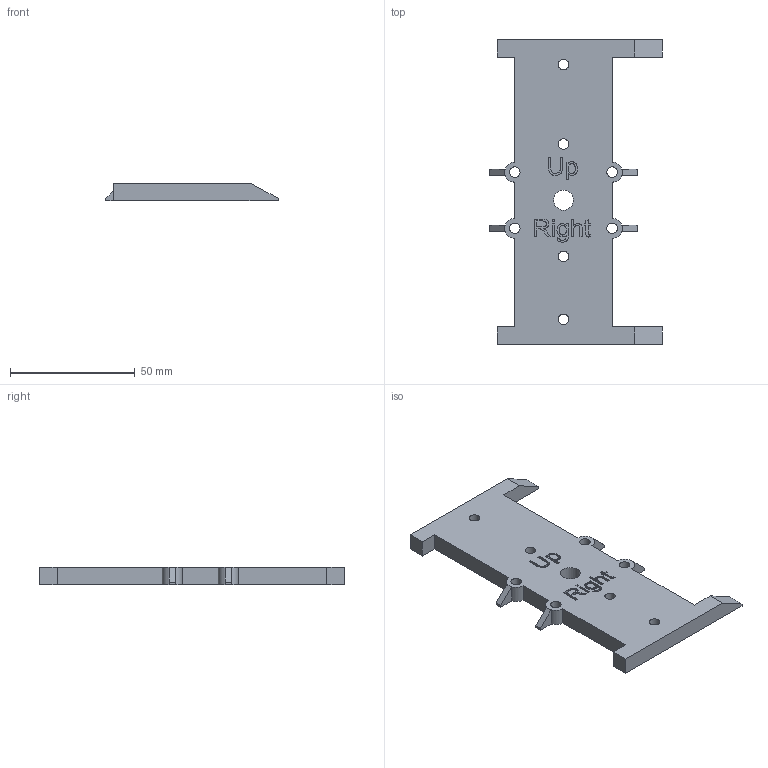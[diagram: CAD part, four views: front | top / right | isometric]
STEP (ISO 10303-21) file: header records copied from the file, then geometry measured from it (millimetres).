
FILE_DESCRIPTION(/* description */ (''),/* implementation_level */ '2;1');
FILE_NAME(/* name */ 'Right.stp',/* time_stamp */ '2020-12-05T18:00:17+01:00',/* author */ (''),/* organization */ (''),/* preprocessor_version */ 'ST-DEVELOPER v18.1',/* originating_system */ 'Autodesk Translation Framework v9.3.0.1241',/* authorisation */ '');
FILE_SCHEMA (('AUTOMOTIVE_DESIGN { 1 0 10303 214 3 1 1 }'));
Length unit declared in the file: millimetre
Products named in the file (1): Right
Bounding box: 68.99 x 122 x 7 mm (x, y, z)
Volume: 35216.7 mm3; surface area: 14515.6 mm2
Topology: 1 solids, 1 shells, 205 faces, 576 edges, 384 vertices
Faces by surface type: plane 101, bspline 87, cylinder 17
Full cylindrical faces by diameter (mm): 4.2 x8, 8 x1
Entity records: 7450 total; most frequent: CARTESIAN_POINT 2645, ORIENTED_EDGE 1152, DIRECTION 674, EDGE_CURVE 576, VERTEX_POINT 384, LINE 368, VECTOR 368, EDGE_LOOP 234
